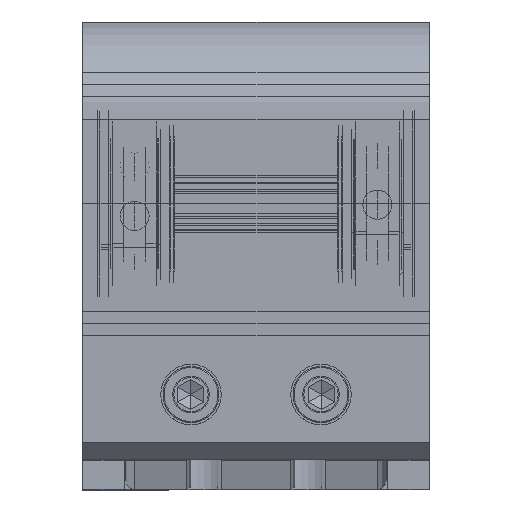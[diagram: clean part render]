
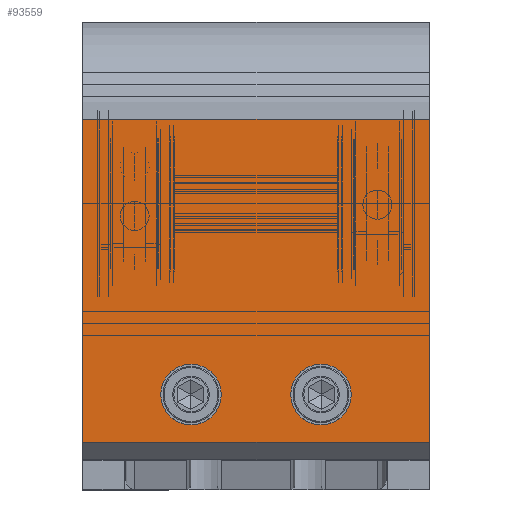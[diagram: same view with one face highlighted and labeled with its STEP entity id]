
A CAD part, top view. The second image highlights one B-rep face of the part: STEP entity #93559.
In plain terms, the highlighted planar face has unit normal (0, 0, 1).
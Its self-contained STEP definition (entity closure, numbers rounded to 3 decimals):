
#12988 = VECTOR ( 'NONE', #265838, 1000. ) ;
#19853 = DIRECTION ( 'NONE',  ( 0., -1., 0. ) ) ;
#26788 = ORIENTED_EDGE ( 'NONE', *, *, #274868, .F. ) ;
#31549 = DIRECTION ( 'NONE',  ( 1., 0., 0. ) ) ;
#40024 = EDGE_CURVE ( 'NONE', #219946, #120102, #284379, .T. ) ;
#41761 = ORIENTED_EDGE ( 'NONE', *, *, #127887, .T. ) ;
#52044 = ORIENTED_EDGE ( 'NONE', *, *, #40024, .F. ) ;
#59082 = CARTESIAN_POINT ( 'NONE',  ( 185.798, 159.238, 570.351 ) ) ;
#59487 = CARTESIAN_POINT ( 'NONE',  ( 167.798, 174.238, 570.351 ) ) ;
#60101 = CARTESIAN_POINT ( 'NONE',  ( 185.798, 237.738, 570.351 ) ) ;
#68711 = VECTOR ( 'NONE', #86365, 1000. ) ;
#71822 = EDGE_CURVE ( 'NONE', #259068, #296602, #269951, .T. ) ;
#77948 = VERTEX_POINT ( 'NONE', #201133 ) ;
#81663 = FACE_BOUND ( 'NONE', #98096, .T. ) ;
#81940 = DIRECTION ( 'NONE',  ( 0., 0., 1. ) ) ;
#86365 = DIRECTION ( 'NONE',  ( 0., -1., 0. ) ) ;
#86797 = FACE_BOUND ( 'NONE', #305076, .T. ) ;
#87892 = DIRECTION ( 'NONE',  ( 0., 0., 1. ) ) ;
#88817 = CIRCLE ( 'NONE', #215969, 7. ) ;
#93559 = ADVANCED_FACE ( 'NONE', ( #81663, #86797, #166512 ), #322412, .F. ) ;
#93617 = DIRECTION ( 'NONE',  ( 1., 0., 0. ) ) ;
#97313 = VERTEX_POINT ( 'NONE', #327965 ) ;
#98096 = EDGE_LOOP ( 'NONE', ( #52044, #210258 ) ) ;
#103681 = VERTEX_POINT ( 'NONE', #276334 ) ;
#117186 = VECTOR ( 'NONE', #19853, 1000. ) ;
#120102 = VERTEX_POINT ( 'NONE', #331129 ) ;
#127887 = EDGE_CURVE ( 'NONE', #97313, #296602, #282255, .T. ) ;
#130600 = AXIS2_PLACEMENT_3D ( 'NONE', #317282, #304923, #93617 ) ;
#140648 = AXIS2_PLACEMENT_3D ( 'NONE', #259075, #210592, #238229 ) ;
#153691 = ORIENTED_EDGE ( 'NONE', *, *, #71822, .F. ) ;
#155682 = EDGE_LOOP ( 'NONE', ( #266993, #41761, #153691, #196189 ) ) ;
#158050 = EDGE_CURVE ( 'NONE', #120102, #219946, #219200, .T. ) ;
#166512 = FACE_OUTER_BOUND ( 'NONE', #155682, .T. ) ;
#169893 = EDGE_CURVE ( 'NONE', #103681, #97313, #250390, .T. ) ;
#170340 = ORIENTED_EDGE ( 'NONE', *, *, #194994, .F. ) ;
#190893 = DIRECTION ( 'NONE',  ( -1., 0., 0. ) ) ;
#193173 = LINE ( 'NONE', #220763, #12988 ) ;
#193663 = DIRECTION ( 'NONE',  ( 1., 0., 0. ) ) ;
#194345 = VERTEX_POINT ( 'NONE', #59487 ) ;
#194566 = CARTESIAN_POINT ( 'NONE',  ( 160.798, 174.238, 570.351 ) ) ;
#194994 = EDGE_CURVE ( 'NONE', #77948, #194345, #88817, .T. ) ;
#196189 = ORIENTED_EDGE ( 'NONE', *, *, #288125, .T. ) ;
#199313 = DIRECTION ( 'NONE',  ( 1., 0., 0. ) ) ;
#201133 = CARTESIAN_POINT ( 'NONE',  ( 153.798, 174.238, 570.351 ) ) ;
#210258 = ORIENTED_EDGE ( 'NONE', *, *, #158050, .F. ) ;
#210592 = DIRECTION ( 'NONE',  ( 0., 0., 1. ) ) ;
#215587 = CIRCLE ( 'NONE', #309474, 7. ) ;
#215969 = AXIS2_PLACEMENT_3D ( 'NONE', #194566, #81940, #31549 ) ;
#219200 = CIRCLE ( 'NONE', #130600, 7. ) ;
#219946 = VERTEX_POINT ( 'NONE', #234296 ) ;
#220178 = DIRECTION ( 'NONE',  ( 0., 0., -1. ) ) ;
#220763 = CARTESIAN_POINT ( 'NONE',  ( 185.798, 237.738, 570.351 ) ) ;
#234296 = CARTESIAN_POINT ( 'NONE',  ( 137.798, 174.238, 570.351 ) ) ;
#235238 = AXIS2_PLACEMENT_3D ( 'NONE', #59082, #220178, #190893 ) ;
#238229 = DIRECTION ( 'NONE',  ( 1., 0., 0. ) ) ;
#250390 = LINE ( 'NONE', #309164, #117186 ) ;
#259068 = VERTEX_POINT ( 'NONE', #60101 ) ;
#259075 = CARTESIAN_POINT ( 'NONE',  ( 130.798, 174.238, 570.351 ) ) ;
#265838 = DIRECTION ( 'NONE',  ( -1., 0., 0. ) ) ;
#266993 = ORIENTED_EDGE ( 'NONE', *, *, #169893, .T. ) ;
#269951 = LINE ( 'NONE', #290885, #68711 ) ;
#274868 = EDGE_CURVE ( 'NONE', #194345, #77948, #215587, .T. ) ;
#276334 = CARTESIAN_POINT ( 'NONE',  ( 105.798, 237.738, 570.351 ) ) ;
#282255 = LINE ( 'NONE', #304825, #298314 ) ;
#284379 = CIRCLE ( 'NONE', #140648, 7. ) ;
#288125 = EDGE_CURVE ( 'NONE', #259068, #103681, #193173, .T. ) ;
#290885 = CARTESIAN_POINT ( 'NONE',  ( 185.798, 159.238, 570.351 ) ) ;
#296602 = VERTEX_POINT ( 'NONE', #323856 ) ;
#298314 = VECTOR ( 'NONE', #199313, 1000. ) ;
#304825 = CARTESIAN_POINT ( 'NONE',  ( 185.798, 163.238, 570.351 ) ) ;
#304923 = DIRECTION ( 'NONE',  ( 0., 0., 1. ) ) ;
#305076 = EDGE_LOOP ( 'NONE', ( #26788, #170340 ) ) ;
#309164 = CARTESIAN_POINT ( 'NONE',  ( 105.798, 159.238, 570.351 ) ) ;
#309474 = AXIS2_PLACEMENT_3D ( 'NONE', #325244, #87892, #193663 ) ;
#317282 = CARTESIAN_POINT ( 'NONE',  ( 130.798, 174.238, 570.351 ) ) ;
#322412 = PLANE ( 'NONE',  #235238 ) ;
#323856 = CARTESIAN_POINT ( 'NONE',  ( 185.798, 163.238, 570.351 ) ) ;
#325244 = CARTESIAN_POINT ( 'NONE',  ( 160.798, 174.238, 570.351 ) ) ;
#327965 = CARTESIAN_POINT ( 'NONE',  ( 105.798, 163.238, 570.351 ) ) ;
#331129 = CARTESIAN_POINT ( 'NONE',  ( 123.798, 174.238, 570.351 ) ) ;
